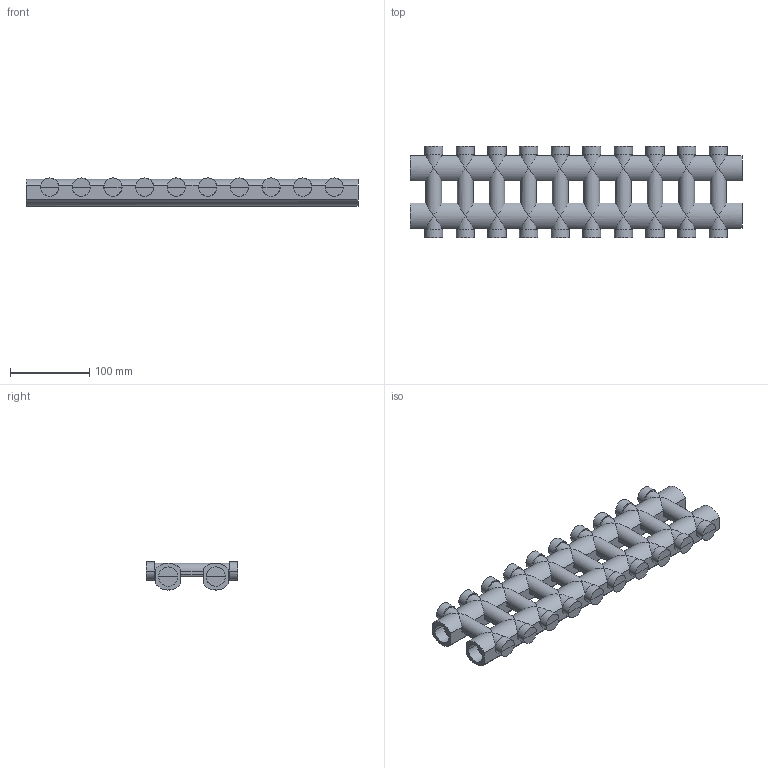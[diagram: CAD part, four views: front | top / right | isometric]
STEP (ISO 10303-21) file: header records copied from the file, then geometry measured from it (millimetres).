
FILE_DESCRIPTION(('CATIA V5 STEP Exchange'),'2;1');
FILE_NAME('STEP_356510_-_TST.stp','2019-02-13T11:01:02+00:00',('none'),('none'),'CATIA Version 5-6 Release 2016 SP4','CATIA V5 STEP AP203','none');
FILE_SCHEMA(('CONFIG_CONTROL_DESIGN'));
Length unit declared in the file: millimetre
Products named in the file (1): 356510 - TST
Bounding box: 420 x 116 x 35.47 mm (x, y, z)
Volume: 970066.3 mm3; surface area: 136142.7 mm2
Topology: 1 solids, 1 shells, 340 faces, 918 edges, 564 vertices
Faces by surface type: plane 182, cylinder 158
Entity records: 13480 total; most frequent: CARTESIAN_POINT 5591, ORIENTED_EDGE 1836, DIRECTION 1291, EDGE_CURVE 918, VERTEX_POINT 564, VECTOR 522, LINE 522, AXIS2_PLACEMENT_3D 429
